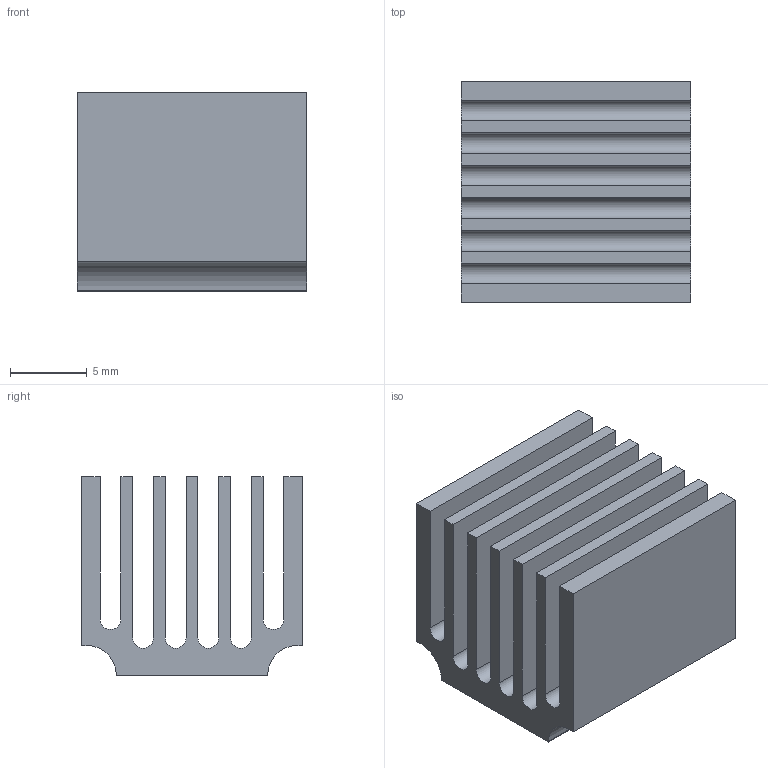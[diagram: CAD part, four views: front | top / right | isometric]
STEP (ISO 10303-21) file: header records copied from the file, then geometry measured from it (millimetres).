
FILE_DESCRIPTION(/* description */ (''),/* implementation_level */ '2;1');
FILE_NAME(/* name */ 'LV8729 Heatsink v2.step',/* time_stamp */ '2019-02-23T12:20:31-05:00',/* author */ ('jdhoffSWR2Y'),/* organization */ (''),/* preprocessor_version */ 'ST-DEVELOPER v17.2',/* originating_system */ 'Autodesk Translation Framework v7.6.0.251',/* authorisation */ '');
FILE_SCHEMA (('AUTOMOTIVE_DESIGN { 1 0 10303 214 3 1 1 }'));
Length unit declared in the file: millimetre
Products named in the file (1): LV8729 Heatsink
Bounding box: 14.98 x 14.44 x 13 mm (x, y, z)
Volume: 1408.1 mm3; surface area: 2877.4 mm2
Topology: 1 solids, 1 shells, 36 faces, 102 edges, 68 vertices
Faces by surface type: plane 28, cylinder 8
Entity records: 1195 total; most frequent: CARTESIAN_POINT 207, ORIENTED_EDGE 204, DIRECTION 192, EDGE_CURVE 102, LINE 86, VECTOR 86, VERTEX_POINT 68, AXIS2_PLACEMENT_3D 53
